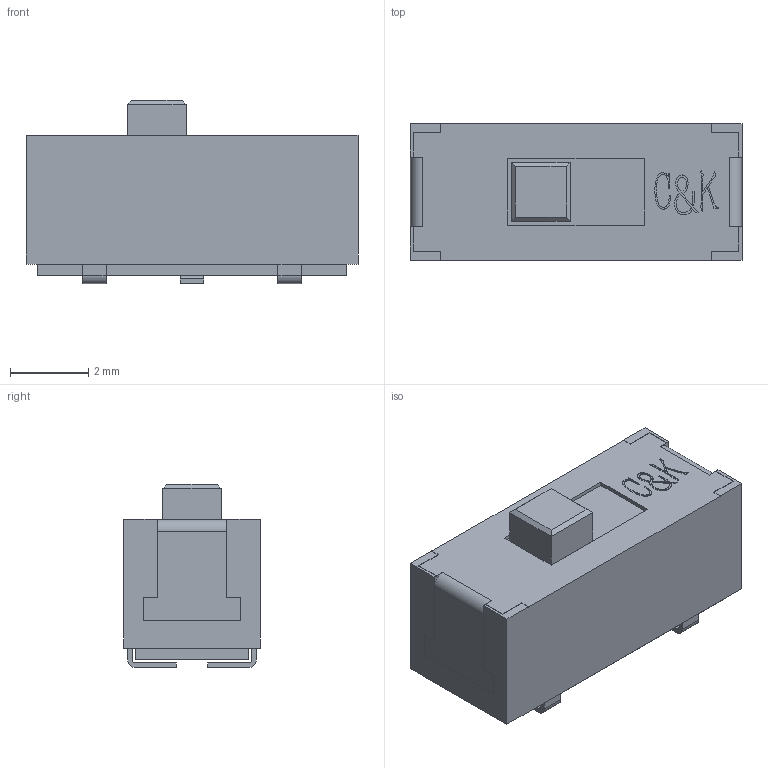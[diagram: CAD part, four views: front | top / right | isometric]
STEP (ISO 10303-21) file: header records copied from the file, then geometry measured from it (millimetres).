
FILE_DESCRIPTION(('FreeCAD Model'),'2;1');
FILE_NAME('Open CASCADE Shape Model','2024-06-18T16:02:53',(''),(''), 'Open CASCADE STEP processor 7.6','FreeCAD','Unknown');
FILE_SCHEMA(('AUTOMOTIVE_DESIGN { 1 0 10303 214 1 1 1 1 }'));
Length unit declared in the file: millimetre
Products named in the file (1): SW-SMD_JS102011JCQN
Bounding box: 8.5 x 3.5 x 4.69 mm (x, y, z)
Volume: 106.5 mm3; surface area: 159.6 mm2
Topology: 1 solids, 1 shells, 287 faces, 797 edges, 530 vertices
Faces by surface type: plane 198, bspline 81, cylinder 8
Entity records: 12823 total; most frequent: CARTESIAN_POINT 5776, ORIENTED_EDGE 1594, DIRECTION 1065, EDGE_CURVE 797, LINE 619, VECTOR 619, VERTEX_POINT 530, FACE_BOUND 305
